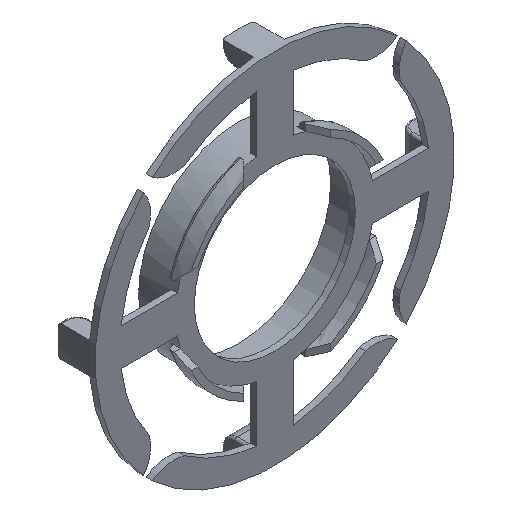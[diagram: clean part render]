
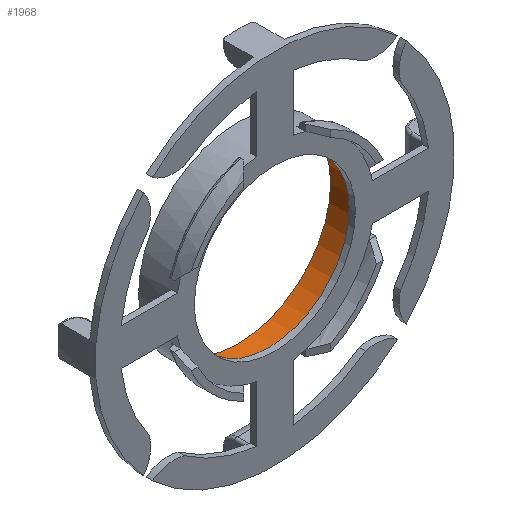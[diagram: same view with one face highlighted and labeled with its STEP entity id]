
A CAD part, isometric view. The second image highlights one B-rep face of the part: STEP entity #1968.
In plain terms, the highlighted cylindrical face has radius 7.5 mm (diameter 15 mm), a full revolution.
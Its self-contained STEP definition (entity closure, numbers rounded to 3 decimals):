
#125=FACE_OUTER_BOUND('',#243,.T.);
#243=EDGE_LOOP('',(#1291,#1292,#1293,#1294));
#364=LINE('',#3048,#507);
#507=VECTOR('',#2376,7.5);
#650=CIRCLE('',#2107,7.5);
#651=CIRCLE('',#2108,7.5);
#780=VERTEX_POINT('',#3045);
#781=VERTEX_POINT('',#3047);
#978=EDGE_CURVE('',#780,#780,#650,.T.);
#979=EDGE_CURVE('',#780,#781,#364,.T.);
#980=EDGE_CURVE('',#781,#781,#651,.T.);
#1291=ORIENTED_EDGE('',*,*,#978,.T.);
#1292=ORIENTED_EDGE('',*,*,#979,.T.);
#1293=ORIENTED_EDGE('',*,*,#980,.T.);
#1294=ORIENTED_EDGE('',*,*,#979,.F.);
#1917=CYLINDRICAL_SURFACE('',#2106,7.5);
#1968=ADVANCED_FACE('',(#125),#1917,.F.);
#2106=AXIS2_PLACEMENT_3D('',#3044,#2372,#2373);
#2107=AXIS2_PLACEMENT_3D('',#3046,#2374,#2375);
#2108=AXIS2_PLACEMENT_3D('',#3049,#2377,#2378);
#2372=DIRECTION('center_axis',(0.,-1.,0.));
#2373=DIRECTION('ref_axis',(0.,0.,-1.));
#2374=DIRECTION('center_axis',(0.,1.,0.));
#2375=DIRECTION('ref_axis',(0.,0.,1.));
#2376=DIRECTION('',(0.,-1.,0.));
#2377=DIRECTION('center_axis',(0.,-1.,0.));
#2378=DIRECTION('ref_axis',(0.,0.,1.));
#3044=CARTESIAN_POINT('Origin',(0.,3.,0.));
#3045=CARTESIAN_POINT('',(0.,3.,7.5));
#3046=CARTESIAN_POINT('Origin',(0.,3.,0.));
#3047=CARTESIAN_POINT('',(0.,0.5,7.5));
#3048=CARTESIAN_POINT('',(0.,3.,7.5));
#3049=CARTESIAN_POINT('Origin',(0.,0.5,0.));
